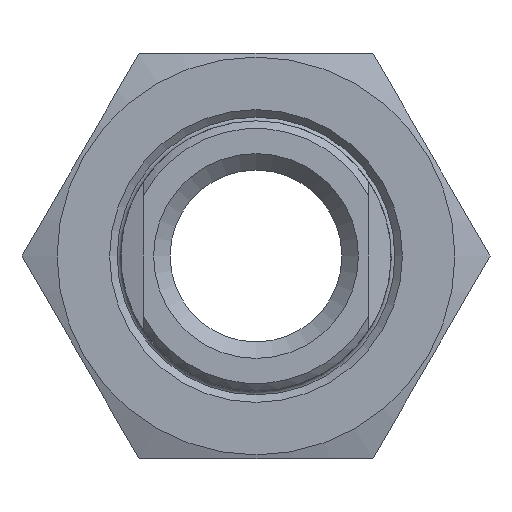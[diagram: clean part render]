
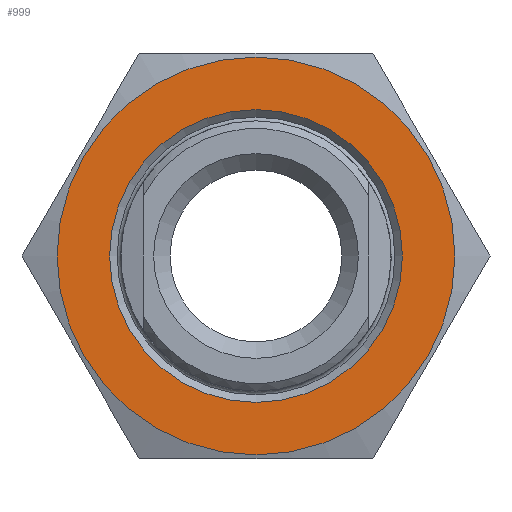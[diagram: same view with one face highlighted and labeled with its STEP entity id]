
A CAD part, left-side view. The second image highlights one B-rep face of the part: STEP entity #999.
In plain terms, the highlighted planar face has unit normal (-1, 0, 0).
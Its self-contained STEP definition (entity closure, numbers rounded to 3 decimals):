
#68=FACE_BOUND('',#193,.T.);
#84=PLANE('',#1145);
#127=FACE_OUTER_BOUND('',#192,.T.);
#192=EDGE_LOOP('',(#726));
#193=EDGE_LOOP('',(#727));
#357=CIRCLE('',#1135,13.25);
#358=CIRCLE('',#1140,9.75);
#446=VERTEX_POINT('',#1694);
#447=VERTEX_POINT('',#1705);
#547=EDGE_CURVE('',#446,#446,#357,.T.);
#552=EDGE_CURVE('',#447,#447,#358,.T.);
#726=ORIENTED_EDGE('',*,*,#547,.T.);
#727=ORIENTED_EDGE('',*,*,#552,.F.);
#999=ADVANCED_FACE('',(#127,#68),#84,.T.);
#1135=AXIS2_PLACEMENT_3D('',#1696,#1303,#1304);
#1140=AXIS2_PLACEMENT_3D('',#1706,#1317,#1318);
#1145=AXIS2_PLACEMENT_3D('',#1716,#1329,#1330);
#1303=DIRECTION('center_axis',(-1.,0.,0.));
#1304=DIRECTION('ref_axis',(0.,1.,0.));
#1317=DIRECTION('center_axis',(-1.,0.,0.));
#1318=DIRECTION('ref_axis',(0.,0.,-1.));
#1329=DIRECTION('center_axis',(-1.,0.,0.));
#1330=DIRECTION('ref_axis',(0.,0.,1.));
#1694=CARTESIAN_POINT('',(-14.5,-13.25,0.));
#1696=CARTESIAN_POINT('Origin',(-14.5,0.,0.));
#1705=CARTESIAN_POINT('',(-14.5,0.,9.75));
#1706=CARTESIAN_POINT('Origin',(-14.5,0.,0.));
#1716=CARTESIAN_POINT('Origin',(-14.5,0.,0.));
